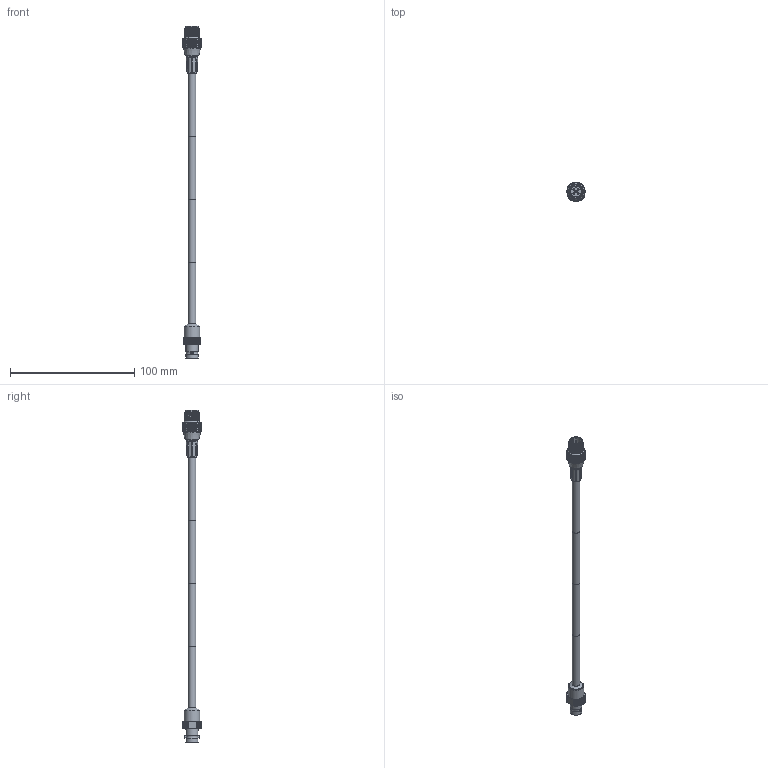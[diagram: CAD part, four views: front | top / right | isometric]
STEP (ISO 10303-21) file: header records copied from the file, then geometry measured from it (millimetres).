
FILE_DESCRIPTION(/* description */ (''),/* implementation_level */ '2;1');
FILE_NAME(/* name */ 'CMX2135.stp',/* time_stamp */ '2020-05-01T14:26:59-04:00',/* author */ ('lcup'),/* organization */ (''),/* preprocessor_version */ 'ST-DEVELOPER v18',/* originating_system */ 'Autodesk Inventor 2020',/* authorisation */ '');
FILE_SCHEMA (('AUTOMOTIVE_DESIGN { 1 0 10303 214 3 1 1 }'));
Products named in the file (10): CMX2135; CMX2135, BASE; CBP10541; C555; CBP10652; CBP10653; TOL11086; CBP10651; CBP10033; ADP10001, CMX2135 (1)
Assembly tree (16 placements, depth 4):
  CMX2135
    CMX2135, BASE
      CBP10541
      CBP10033  x3
      C555
        CBP10652
        CBP10653  x5
        TOL11086
        CBP10651
        CBP10033
    ADP10001, CMX2135 (1)
Bounding box: 14.58 x 15.24 x 266.95 mm (x, y, z)
Volume: 12077.6 mm3; surface area: 11543 mm2
Topology: 14 solids, 14 shells, 2634 faces, 5619 edges, 3286 vertices
Faces by surface type: bspline 1296, cylinder 762, plane 533, cone 31, torus 7, sphere 5
Full cylindrical faces by diameter (mm): 0.127 x76, 0.203 x152, 0.762 x5, 0.991 x5, 1.27 x5, 1.397 x9, 1.524 x5, 1.676 x1, 1.93 x5, 2.032 x2, 2.095 x1, 3.175 x1, 3.353 x4, 3.614 x1, 3.988 x4, 4.115 x4, 4.142 x4, 4.267 x4, 6.223 x5, 7.797 x1, 8.001 x1, 8.382 x1, 8.433 x1, 8.763 x1, 9.525 x1, 9.652 x2, 9.779 x2, 9.906 x3, 10.414 x1, 10.922 x1
Entity records: 112322 total; most frequent: CARTESIAN_POINT 73056, ORIENTED_EDGE 9684, EDGE_CURVE 4842, DIRECTION 3722, B_SPLINE_CURVE_WITH_KNOTS 3495, VERTEX_POINT 2765, EDGE_LOOP 2284, FACE_OUTER_BOUND 2178
